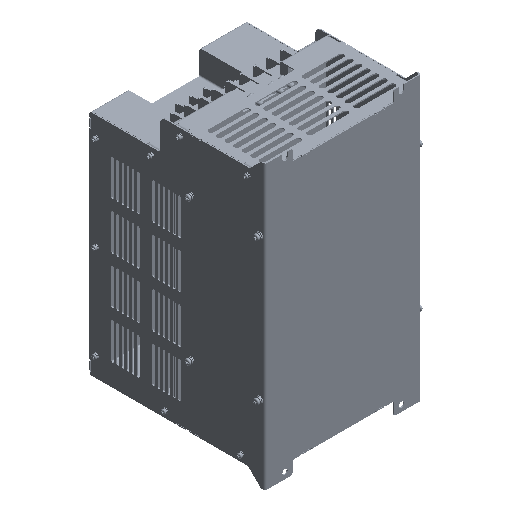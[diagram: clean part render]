
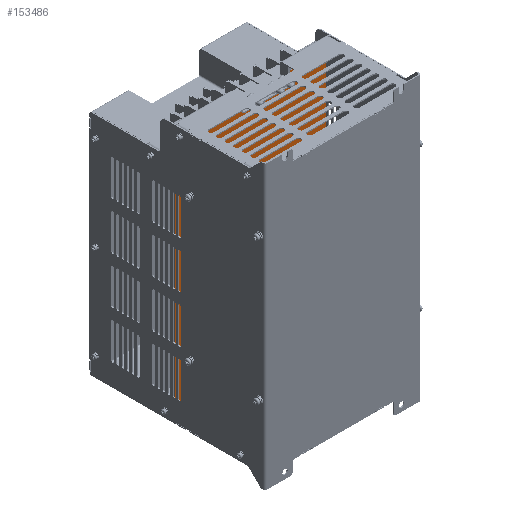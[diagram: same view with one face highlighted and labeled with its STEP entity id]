
A CAD part, isometric view. The second image highlights one B-rep face of the part: STEP entity #153486.
In plain terms, the highlighted planar face has unit normal (0, -1, 0).
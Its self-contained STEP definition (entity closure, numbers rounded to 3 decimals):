
#24294 = CARTESIAN_POINT ( 'NONE',  ( 87.75, 107., 115.2 ) ) ;
#24297 = DIRECTION ( 'NONE',  ( 0., 0., -1. ) ) ;
#28150 = VECTOR ( 'NONE', #24297, 1000. ) ;
#29266 = EDGE_CURVE ( 'NONE', #182051, #180581, #138625, .T. ) ;
#38876 = AXIS2_PLACEMENT_3D ( 'NONE', #203441, #203443, #203445 ) ;
#47110 = VECTOR ( 'NONE', #65472, 1000. ) ;
#50458 = EDGE_CURVE ( 'NONE', #180444, #182051, #273058, .T. ) ;
#65470 = CARTESIAN_POINT ( 'NONE',  ( 87.75, 107., 115.2 ) ) ;
#65472 = DIRECTION ( 'NONE',  ( 1., 0., 0. ) ) ;
#73136 = EDGE_LOOP ( 'NONE', ( #258641, #240178, #241734, #238788 ) ) ;
#73196 = EDGE_CURVE ( 'NONE', #180106, #180444, #185760, .T. ) ;
#74279 = EDGE_CURVE ( 'NONE', #180581, #180106, #178223, .T. ) ;
#134511 = VECTOR ( 'NONE', #356855, 1000. ) ;
#138625 = LINE ( 'NONE', #65470, #47110 ) ;
#153486 = ADVANCED_FACE ( 'NONE', ( #190979 ), #203440, .F. ) ;
#178223 = LINE ( 'NONE', #24294, #28150 ) ;
#180106 = VERTEX_POINT ( 'NONE', #203949 ) ;
#180444 = VERTEX_POINT ( 'NONE', #204052 ) ;
#180581 = VERTEX_POINT ( 'NONE', #204097 ) ;
#182051 = VERTEX_POINT ( 'NONE', #204464 ) ;
#185760 = LINE ( 'NONE', #262066, #318424 ) ;
#190979 = FACE_OUTER_BOUND ( 'NONE', #73136, .T. ) ;
#203440 = PLANE ( 'NONE',  #38876 ) ;
#203441 = CARTESIAN_POINT ( 'NONE',  ( -87.75, 107., -165.8 ) ) ;
#203443 = DIRECTION ( 'NONE',  ( 0., 1., 0. ) ) ;
#203445 = DIRECTION ( 'NONE',  ( 0., 0., 1. ) ) ;
#203949 = CARTESIAN_POINT ( 'NONE',  ( 87.75, 107., -165.8 ) ) ;
#204052 = CARTESIAN_POINT ( 'NONE',  ( -87.75, 107., -165.8 ) ) ;
#204097 = CARTESIAN_POINT ( 'NONE',  ( 87.75, 107., 115.2 ) ) ;
#204464 = CARTESIAN_POINT ( 'NONE',  ( -87.75, 107., 115.2 ) ) ;
#238788 = ORIENTED_EDGE ( 'NONE', *, *, #73196, .F. ) ;
#240178 = ORIENTED_EDGE ( 'NONE', *, *, #29266, .F. ) ;
#241734 = ORIENTED_EDGE ( 'NONE', *, *, #50458, .F. ) ;
#258641 = ORIENTED_EDGE ( 'NONE', *, *, #74279, .F. ) ;
#262066 = CARTESIAN_POINT ( 'NONE',  ( 87.75, 107., -165.8 ) ) ;
#262070 = DIRECTION ( 'NONE',  ( -1., 0., 0. ) ) ;
#273058 = LINE ( 'NONE', #356852, #134511 ) ;
#318424 = VECTOR ( 'NONE', #262070, 1000. ) ;
#356852 = CARTESIAN_POINT ( 'NONE',  ( -87.75, 107., 115.2 ) ) ;
#356855 = DIRECTION ( 'NONE',  ( 0., 0., 1. ) ) ;
